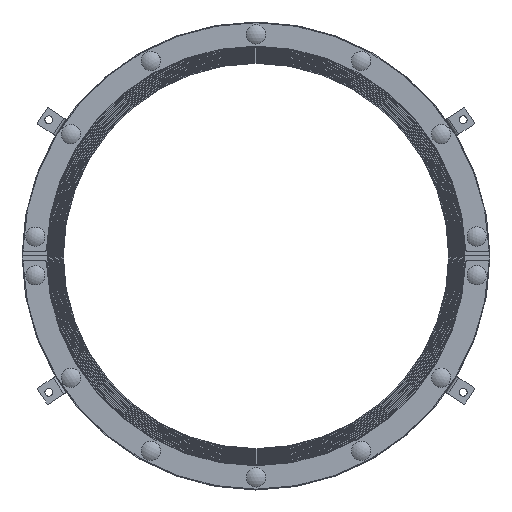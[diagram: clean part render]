
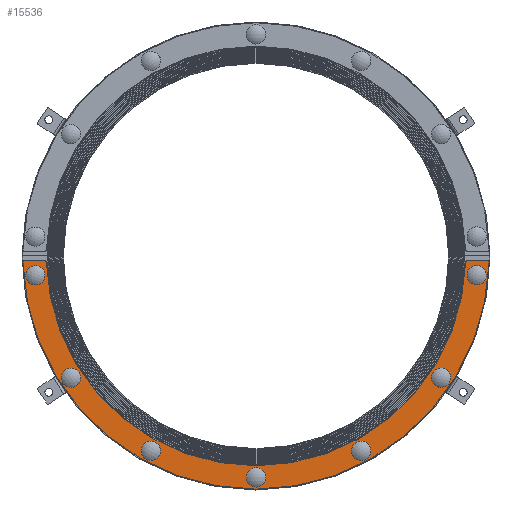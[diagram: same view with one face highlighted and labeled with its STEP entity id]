
A CAD part, top view. The second image highlights one B-rep face of the part: STEP entity #15536.
In plain terms, the highlighted planar face has unit normal (0, 0, 1).
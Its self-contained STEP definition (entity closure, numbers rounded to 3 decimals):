
#708=FACE_BOUND('',#2941,.T.);
#709=FACE_BOUND('',#2942,.T.);
#710=FACE_BOUND('',#2943,.T.);
#711=FACE_BOUND('',#2944,.T.);
#712=FACE_BOUND('',#2945,.T.);
#713=FACE_BOUND('',#2946,.T.);
#714=FACE_BOUND('',#2947,.T.);
#1189=CIRCLE('',#16828,299.);
#1190=CIRCLE('',#16830,2.);
#1191=CIRCLE('',#16833,2.);
#1192=CIRCLE('',#16835,269.);
#1193=CIRCLE('',#16837,2.);
#1194=CIRCLE('',#16840,2.);
#1212=CIRCLE('',#16869,12.35);
#1219=CIRCLE('',#16884,12.35);
#1226=CIRCLE('',#16899,12.35);
#1233=CIRCLE('',#16914,12.35);
#1240=CIRCLE('',#16929,12.35);
#1247=CIRCLE('',#16944,12.35);
#1254=CIRCLE('',#16966,12.35);
#1951=FACE_OUTER_BOUND('',#2940,.T.);
#2940=EDGE_LOOP('',(#11482,#11483,#11484,#11485,#11486,#11487,#11488,#11489));
#2941=EDGE_LOOP('',(#11490));
#2942=EDGE_LOOP('',(#11491));
#2943=EDGE_LOOP('',(#11492));
#2944=EDGE_LOOP('',(#11493));
#2945=EDGE_LOOP('',(#11494));
#2946=EDGE_LOOP('',(#11495));
#2947=EDGE_LOOP('',(#11496));
#3912=LINE('',#24327,#5090);
#3917=LINE('',#24343,#5095);
#5090=VECTOR('',#19672,10.);
#5095=VECTOR('',#19691,10.);
#6441=VERTEX_POINT('',#24315);
#6442=VERTEX_POINT('',#24317);
#6443=VERTEX_POINT('',#24321);
#6444=VERTEX_POINT('',#24325);
#6445=VERTEX_POINT('',#24329);
#6446=VERTEX_POINT('',#24333);
#6447=VERTEX_POINT('',#24337);
#6448=VERTEX_POINT('',#24341);
#6467=VERTEX_POINT('',#24403);
#6474=VERTEX_POINT('',#24429);
#6481=VERTEX_POINT('',#24455);
#6488=VERTEX_POINT('',#24481);
#6495=VERTEX_POINT('',#24507);
#6502=VERTEX_POINT('',#24533);
#6521=VERTEX_POINT('',#24622);
#8155=EDGE_CURVE('',#6442,#6441,#1189,.T.);
#8157=EDGE_CURVE('',#6443,#6442,#1190,.T.);
#8159=EDGE_CURVE('',#6444,#6443,#3912,.T.);
#8160=EDGE_CURVE('',#6445,#6444,#1191,.T.);
#8163=EDGE_CURVE('',#6446,#6445,#1192,.T.);
#8164=EDGE_CURVE('',#6447,#6446,#1193,.T.);
#8167=EDGE_CURVE('',#6448,#6447,#3917,.T.);
#8168=EDGE_CURVE('',#6441,#6448,#1194,.T.);
#8198=EDGE_CURVE('',#6467,#6467,#1212,.T.);
#8209=EDGE_CURVE('',#6474,#6474,#1219,.T.);
#8220=EDGE_CURVE('',#6481,#6481,#1226,.T.);
#8231=EDGE_CURVE('',#6488,#6488,#1233,.T.);
#8242=EDGE_CURVE('',#6495,#6495,#1240,.T.);
#8253=EDGE_CURVE('',#6502,#6502,#1247,.T.);
#8283=EDGE_CURVE('',#6521,#6521,#1254,.T.);
#11482=ORIENTED_EDGE('',*,*,#8168,.F.);
#11483=ORIENTED_EDGE('',*,*,#8155,.F.);
#11484=ORIENTED_EDGE('',*,*,#8157,.F.);
#11485=ORIENTED_EDGE('',*,*,#8159,.F.);
#11486=ORIENTED_EDGE('',*,*,#8160,.F.);
#11487=ORIENTED_EDGE('',*,*,#8163,.F.);
#11488=ORIENTED_EDGE('',*,*,#8164,.F.);
#11489=ORIENTED_EDGE('',*,*,#8167,.F.);
#11490=ORIENTED_EDGE('',*,*,#8253,.T.);
#11491=ORIENTED_EDGE('',*,*,#8231,.T.);
#11492=ORIENTED_EDGE('',*,*,#8209,.T.);
#11493=ORIENTED_EDGE('',*,*,#8198,.T.);
#11494=ORIENTED_EDGE('',*,*,#8220,.T.);
#11495=ORIENTED_EDGE('',*,*,#8242,.T.);
#11496=ORIENTED_EDGE('',*,*,#8283,.T.);
#13808=PLANE('',#16965);
#15536=ADVANCED_FACE('',(#1951,#708,#709,#710,#711,#712,#713,#714),#13808,
 .F.);
#16828=AXIS2_PLACEMENT_3D('',#24319,#19662,#19663);
#16830=AXIS2_PLACEMENT_3D('',#24323,#19667,#19668);
#16833=AXIS2_PLACEMENT_3D('',#24330,#19675,#19676);
#16835=AXIS2_PLACEMENT_3D('',#24335,#19681,#19682);
#16837=AXIS2_PLACEMENT_3D('',#24338,#19685,#19686);
#16840=AXIS2_PLACEMENT_3D('',#24345,#19694,#19695);
#16869=AXIS2_PLACEMENT_3D('',#24405,#19764,#19765);
#16884=AXIS2_PLACEMENT_3D('',#24431,#19798,#19799);
#16899=AXIS2_PLACEMENT_3D('',#24457,#19832,#19833);
#16914=AXIS2_PLACEMENT_3D('',#24483,#19866,#19867);
#16929=AXIS2_PLACEMENT_3D('',#24509,#19900,#19901);
#16944=AXIS2_PLACEMENT_3D('',#24535,#19934,#19935);
#16965=AXIS2_PLACEMENT_3D('',#24621,#19987,#19988);
#16966=AXIS2_PLACEMENT_3D('',#24623,#19989,#19990);
#19662=DIRECTION('center_axis',(0.,0.,
-1.));
#19663=DIRECTION('ref_axis',(-1.,0.02,0.));
#19667=DIRECTION('center_axis',(0.,0.,
-1.));
#19668=DIRECTION('ref_axis',(0.717,0.698,0.));
#19672=DIRECTION('',(1.,0.,0.));
#19675=DIRECTION('center_axis',(0.,0.,
-1.));
#19676=DIRECTION('ref_axis',(-0.697,0.717,0.));
#19681=DIRECTION('center_axis',(0.,0.,
1.));
#19682=DIRECTION('ref_axis',(1.,-0.022,0.));
#19685=DIRECTION('center_axis',(0.,0.,
-1.));
#19686=DIRECTION('ref_axis',(0.697,0.717,0.));
#19691=DIRECTION('',(1.,0.,0.));
#19694=DIRECTION('center_axis',(0.,0.,
-1.));
#19695=DIRECTION('ref_axis',(-0.717,0.698,0.));
#19764=DIRECTION('center_axis',(0.,0.,
-1.));
#19765=DIRECTION('ref_axis',(0.996,-0.087,0.));
#19798=DIRECTION('center_axis',(0.,0.,
-1.));
#19799=DIRECTION('ref_axis',(0.475,-0.88,0.));
#19832=DIRECTION('center_axis',(0.,0.,
-1.));
#19833=DIRECTION('ref_axis',(0.,-1.,0.));
#19866=DIRECTION('center_axis',(0.,0.,
-1.));
#19867=DIRECTION('ref_axis',(-0.474,-0.88,0.));
#19900=DIRECTION('center_axis',(0.,0.,
-1.));
#19901=DIRECTION('ref_axis',(-0.996,-0.088,0.));
#19934=DIRECTION('center_axis',(0.,0.,
-1.));
#19935=DIRECTION('ref_axis',(0.836,-0.549,0.));
#19987=DIRECTION('center_axis',(0.,0.,
-1.));
#19988=DIRECTION('ref_axis',(1.,0.,0.));
#19989=DIRECTION('center_axis',(0.,0.,
-1.));
#19990=DIRECTION('ref_axis',(-0.835,-0.55,0.));
#24315=CARTESIAN_POINT('',(-298.892,-8.054,73.));
#24317=CARTESIAN_POINT('',(298.892,-8.054,73.));
#24319=CARTESIAN_POINT('Origin',(0.,0.,
73.));
#24321=CARTESIAN_POINT('',(296.892,-6.,73.));
#24323=CARTESIAN_POINT('Origin',(296.892,-8.,73.));
#24325=CARTESIAN_POINT('',(270.882,-6.,73.));
#24327=CARTESIAN_POINT('',(298.94,-6.,73.));
#24329=CARTESIAN_POINT('',(268.883,-7.941,73.));
#24330=CARTESIAN_POINT('Origin',(270.882,-8.,73.));
#24333=CARTESIAN_POINT('',(-268.883,-7.941,73.));
#24335=CARTESIAN_POINT('Origin',(0.,0.,
73.));
#24337=CARTESIAN_POINT('',(-270.882,-6.,73.));
#24338=CARTESIAN_POINT('Origin',(-270.882,-8.,73.));
#24341=CARTESIAN_POINT('',(-296.892,-6.,73.));
#24343=CARTESIAN_POINT('',(-268.933,-6.,73.));
#24345=CARTESIAN_POINT('Origin',(-296.892,-8.,73.));
#24403=CARTESIAN_POINT('',(270.616,-23.676,73.));
#24405=CARTESIAN_POINT('Origin',(282.919,-24.752,73.));
#24429=CARTESIAN_POINT('',(128.953,-239.092,73.));
#24431=CARTESIAN_POINT('Origin',(134.816,-249.962,73.));
#24455=CARTESIAN_POINT('',(0.047,-271.65,73.));
#24457=CARTESIAN_POINT('Origin',(0.05,-284.,73.));
#24481=CARTESIAN_POINT('',(-128.87,-239.137,73.));
#24483=CARTESIAN_POINT('Origin',(-134.728,-250.009,73.));
#24507=CARTESIAN_POINT('',(-270.608,-23.77,73.));
#24509=CARTESIAN_POINT('Origin',(-282.911,-24.851,73.));
#24533=CARTESIAN_POINT('',(226.969,-149.261,73.));
#24535=CARTESIAN_POINT('Origin',(237.288,-156.047,73.));
#24621=CARTESIAN_POINT('Origin',(0.,-160.956,
73.));
#24622=CARTESIAN_POINT('',(-226.917,-149.34,73.));
#24623=CARTESIAN_POINT('Origin',(-237.233,-156.13,73.));
